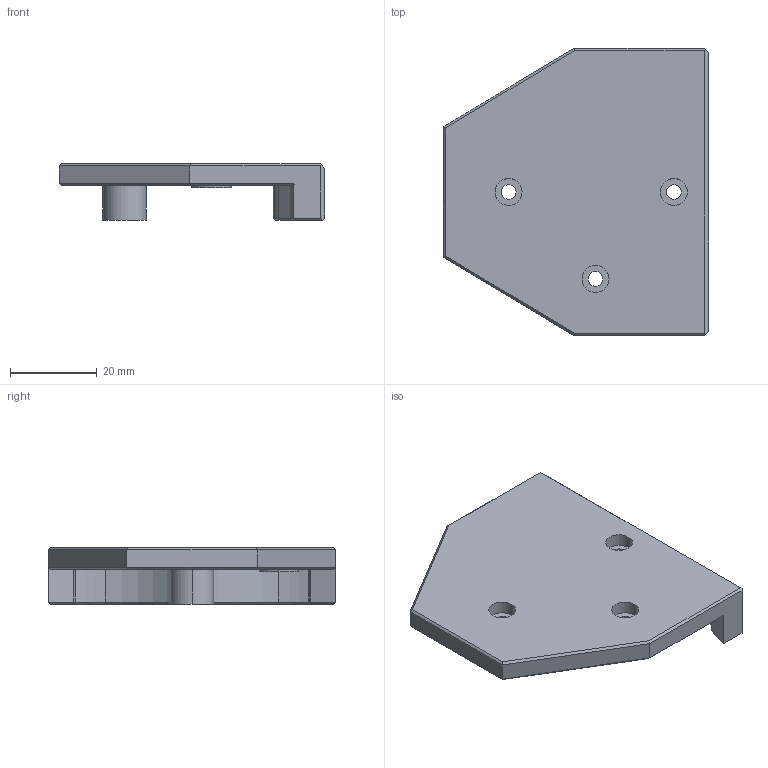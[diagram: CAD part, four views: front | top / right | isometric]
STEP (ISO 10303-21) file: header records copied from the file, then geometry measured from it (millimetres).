
FILE_DESCRIPTION (( 'STEP AP214' ), '1' );
FILE_NAME ('top_gripper.STEP', '2025-05-27T14:01:21', ( '' ), ( '' ), 'SwSTEP 2.0', 'SolidWorks 2025', '' );
FILE_SCHEMA (( 'AUTOMOTIVE_DESIGN' ));
Length unit declared in the file: millimetre
Products named in the file (1): top_gripper_bot
Bounding box: 61 x 66 x 13 mm (x, y, z)
Volume: 20420.3 mm3; surface area: 9840.2 mm2
Topology: 1 solids, 1 shells, 72 faces, 167 edges, 104 vertices
Faces by surface type: plane 44, cylinder 25, cone 3
Entity records: 2065 total; most frequent: DIRECTION 364, CARTESIAN_POINT 350, ORIENTED_EDGE 334, EDGE_CURVE 167, AXIS2_PLACEMENT_3D 126, LINE 112, VECTOR 112, VERTEX_POINT 104
